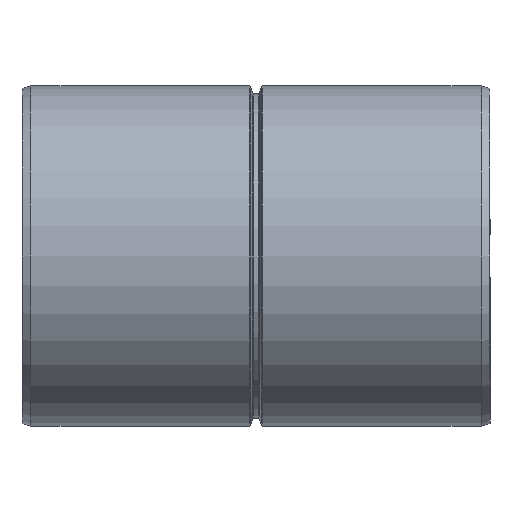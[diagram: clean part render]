
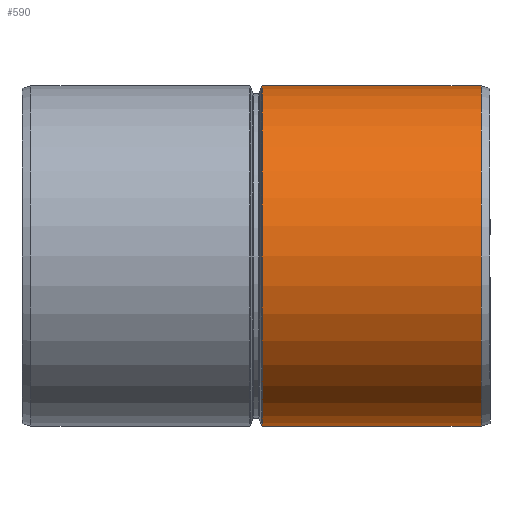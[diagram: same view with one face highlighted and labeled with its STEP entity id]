
A CAD part, front view. The second image highlights one B-rep face of the part: STEP entity #590.
In plain terms, the highlighted cylindrical face has radius 17.8 mm (diameter 35.6 mm), a full revolution.
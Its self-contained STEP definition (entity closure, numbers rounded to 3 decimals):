
#23=B_SPLINE_CURVE_WITH_KNOTS('',3,(#1007,#1008,#1009,#1010,#1011,#1012,
#1013,#1014,#1015,#1016,#1017,#1018,#1019,#1020,#1021,#1022),
 .UNSPECIFIED.,.T.,.F.,(4,1,1,1,1,1,1,1,1,1,1,1,1,4),(-3.082,
-2.935,-2.788,-2.642,-2.495,
-2.348,-2.201,-2.104,-1.908,
-1.614,-1.468,-1.321,-1.174,
-1.027),.UNSPECIFIED.);
#33=FACE_BOUND('',#108,.T.);
#67=FACE_OUTER_BOUND('',#107,.T.);
#107=EDGE_LOOP('',(#414,#415,#416,#417,#418,#419));
#108=EDGE_LOOP('',(#420));
#141=LINE('',#1001,#160);
#160=VECTOR('',#812,17.8);
#193=CIRCLE('',#672,17.8);
#194=CIRCLE('',#673,17.8);
#195=CIRCLE('',#674,17.8);
#196=CIRCLE('',#675,17.8);
#250=VERTEX_POINT('',#997);
#251=VERTEX_POINT('',#998);
#252=VERTEX_POINT('',#1000);
#253=VERTEX_POINT('',#1002);
#254=VERTEX_POINT('',#1006);
#312=EDGE_CURVE('',#250,#251,#193,.T.);
#313=EDGE_CURVE('',#250,#252,#141,.T.);
#314=EDGE_CURVE('',#253,#252,#194,.T.);
#315=EDGE_CURVE('',#252,#253,#195,.T.);
#316=EDGE_CURVE('',#251,#250,#196,.T.);
#317=EDGE_CURVE('',#254,#254,#23,.T.);
#414=ORIENTED_EDGE('',*,*,#312,.F.);
#415=ORIENTED_EDGE('',*,*,#313,.T.);
#416=ORIENTED_EDGE('',*,*,#314,.F.);
#417=ORIENTED_EDGE('',*,*,#315,.F.);
#418=ORIENTED_EDGE('',*,*,#313,.F.);
#419=ORIENTED_EDGE('',*,*,#316,.F.);
#420=ORIENTED_EDGE('',*,*,#317,.F.);
#534=CYLINDRICAL_SURFACE('',#671,17.8);
#590=ADVANCED_FACE('',(#67,#33),#534,.T.);
#671=AXIS2_PLACEMENT_3D('',#996,#808,#809);
#672=AXIS2_PLACEMENT_3D('',#999,#810,#811);
#673=AXIS2_PLACEMENT_3D('',#1003,#813,#814);
#674=AXIS2_PLACEMENT_3D('',#1004,#815,#816);
#675=AXIS2_PLACEMENT_3D('',#1005,#817,#818);
#808=DIRECTION('center_axis',(-1.,0.,0.));
#809=DIRECTION('ref_axis',(0.,1.,0.));
#810=DIRECTION('center_axis',(-1.,0.,0.));
#811=DIRECTION('ref_axis',(0.,0.,1.));
#812=DIRECTION('',(1.,0.,0.));
#813=DIRECTION('center_axis',(1.,0.,0.));
#814=DIRECTION('ref_axis',(0.,-1.,0.));
#815=DIRECTION('center_axis',(1.,0.,0.));
#816=DIRECTION('ref_axis',(0.,-1.,0.));
#817=DIRECTION('center_axis',(-1.,0.,0.));
#818=DIRECTION('ref_axis',(0.,0.,1.));
#996=CARTESIAN_POINT('Origin',(12.587,0.,0.));
#997=CARTESIAN_POINT('',(0.674,-17.8,0.));
#998=CARTESIAN_POINT('',(0.674,0.,-17.8));
#999=CARTESIAN_POINT('Origin',(0.674,0.,
0.));
#1000=CARTESIAN_POINT('',(23.567,-17.8,0.));
#1001=CARTESIAN_POINT('',(12.587,-17.8,0.));
#1002=CARTESIAN_POINT('',(23.567,17.8,0.));
#1003=CARTESIAN_POINT('Origin',(23.567,0.,
0.));
#1004=CARTESIAN_POINT('Origin',(23.567,0.,
0.));
#1005=CARTESIAN_POINT('Origin',(0.674,0.,
0.));
#1006=CARTESIAN_POINT('',(14.7,17.306,4.166));
#1007=CARTESIAN_POINT('Ctrl Pts',(14.7,17.306,4.166));
#1008=CARTESIAN_POINT('Ctrl Pts',(15.361,17.306,4.166));
#1009=CARTESIAN_POINT('Ctrl Pts',(16.68,17.379,3.878));
#1010=CARTESIAN_POINT('Ctrl Pts',(18.255,17.618,2.688));
#1011=CARTESIAN_POINT('Ctrl Pts',(19.136,17.807,0.964));
#1012=CARTESIAN_POINT('Ctrl Pts',(19.136,17.809,-0.964));
#1013=CARTESIAN_POINT('Ctrl Pts',(18.255,17.616,-2.688));
#1014=CARTESIAN_POINT('Ctrl Pts',(16.854,17.407,-3.746));
#1015=CARTESIAN_POINT('Ctrl Pts',(14.945,17.268,-4.307));
#1016=CARTESIAN_POINT('Ctrl Pts',(12.201,17.382,-3.925));
#1017=CARTESIAN_POINT('Ctrl Pts',(10.255,17.812,-1.615));
#1018=CARTESIAN_POINT('Ctrl Pts',(10.268,17.805,0.968));
#1019=CARTESIAN_POINT('Ctrl Pts',(11.144,17.618,2.687));
#1020=CARTESIAN_POINT('Ctrl Pts',(12.721,17.378,3.879));
#1021=CARTESIAN_POINT('Ctrl Pts',(14.039,17.306,4.166));
#1022=CARTESIAN_POINT('Ctrl Pts',(14.7,17.306,4.166));
